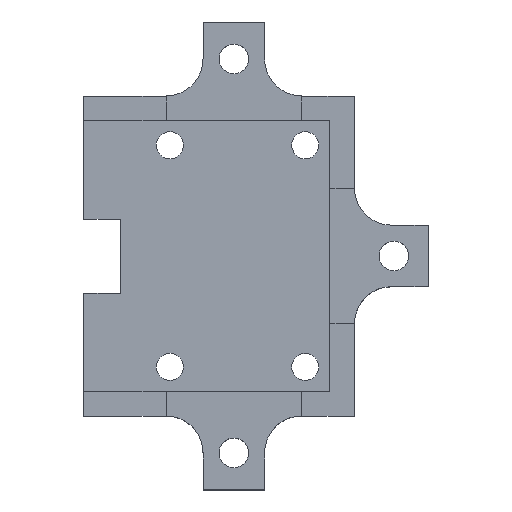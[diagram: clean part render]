
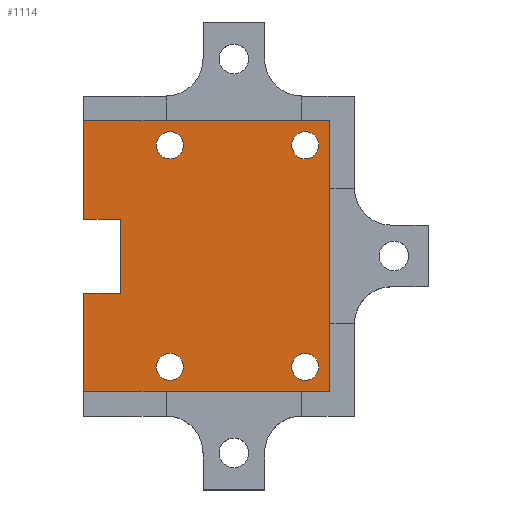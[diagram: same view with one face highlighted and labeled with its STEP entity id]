
A CAD part, top view. The second image highlights one B-rep face of the part: STEP entity #1114.
In plain terms, the highlighted planar face has unit normal (0, 0, 1).
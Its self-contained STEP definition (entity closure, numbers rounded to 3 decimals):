
#17 = CARTESIAN_POINT ( 'NONE',  ( 0., -16., 1.2 ) ) ;
#42 = EDGE_LOOP ( 'NONE', ( #1673, #1810 ) ) ;
#51 = CARTESIAN_POINT ( 'NONE',  ( 16.9, -4., 1.2 ) ) ;
#58 = CARTESIAN_POINT ( 'NONE',  ( 7., -22., 1.2 ) ) ;
#63 = CARTESIAN_POINT ( 'NONE',  ( 5.9, -22., 1.2 ) ) ;
#84 = FACE_BOUND ( 'NONE', #827, .T. ) ;
#94 = VERTEX_POINT ( 'NONE', #1890 ) ;
#143 = ORIENTED_EDGE ( 'NONE', *, *, #448, .T. ) ;
#151 = ORIENTED_EDGE ( 'NONE', *, *, #1862, .T. ) ;
#160 = ORIENTED_EDGE ( 'NONE', *, *, #1092, .F. ) ;
#165 = LINE ( 'NONE', #833, #1605 ) ;
#185 = LINE ( 'NONE', #848, #1573 ) ;
#196 = DIRECTION ( 'NONE',  ( 1., 0., 0. ) ) ;
#224 = DIRECTION ( 'NONE',  ( 1., 0., 0. ) ) ;
#249 = AXIS2_PLACEMENT_3D ( 'NONE', #1671, #333, #962 ) ;
#251 = CIRCLE ( 'NONE', #249, 1.1 ) ;
#279 = EDGE_CURVE ( 'NONE', #896, #447, #1381, .T. ) ;
#282 = VECTOR ( 'NONE', #1691, 1000. ) ;
#298 = CARTESIAN_POINT ( 'NONE',  ( 20., -24., 1.2 ) ) ;
#321 = AXIS2_PLACEMENT_3D ( 'NONE', #1926, #657, #1222 ) ;
#326 = CIRCLE ( 'NONE', #321, 1.1 ) ;
#332 = VERTEX_POINT ( 'NONE', #686 ) ;
#333 = DIRECTION ( 'NONE',  ( 0., 0., 1. ) ) ;
#344 = DIRECTION ( 'NONE',  ( 0., 0., 1. ) ) ;
#384 = VERTEX_POINT ( 'NONE', #1717 ) ;
#394 = CARTESIAN_POINT ( 'NONE',  ( -8., -2., 1.2 ) ) ;
#421 = DIRECTION ( 'NONE',  ( 1., 0., 0. ) ) ;
#425 = CARTESIAN_POINT ( 'NONE',  ( 18., -22., 1.2 ) ) ;
#431 = EDGE_CURVE ( 'NONE', #1879, #1913, #1557, .T. ) ;
#438 = DIRECTION ( 'NONE',  ( 0., 0., 1. ) ) ;
#443 = AXIS2_PLACEMENT_3D ( 'NONE', #425, #1026, #1598 ) ;
#447 = VERTEX_POINT ( 'NONE', #1299 ) ;
#448 = EDGE_CURVE ( 'NONE', #984, #447, #1869, .T. ) ;
#471 = DIRECTION ( 'NONE',  ( 1., 0., 0. ) ) ;
#491 = ORIENTED_EDGE ( 'NONE', *, *, #279, .F. ) ;
#501 = ORIENTED_EDGE ( 'NONE', *, *, #1340, .T. ) ;
#510 = ORIENTED_EDGE ( 'NONE', *, *, #1022, .F. ) ;
#525 = CARTESIAN_POINT ( 'NONE',  ( 0., -10., 1.2 ) ) ;
#545 = LINE ( 'NONE', #1116, #282 ) ;
#564 = VECTOR ( 'NONE', #471, 1000. ) ;
#576 = CARTESIAN_POINT ( 'NONE',  ( 7., -22., 1.2 ) ) ;
#596 = CARTESIAN_POINT ( 'NONE',  ( 3., 0., 1.2 ) ) ;
#605 = VECTOR ( 'NONE', #678, 1000. ) ;
#609 = FACE_OUTER_BOUND ( 'NONE', #871, .T. ) ;
#657 = DIRECTION ( 'NONE',  ( 0., 0., 1. ) ) ;
#676 = ORIENTED_EDGE ( 'NONE', *, *, #1786, .F. ) ;
#678 = DIRECTION ( 'NONE',  ( 1., 0., 0. ) ) ;
#686 = CARTESIAN_POINT ( 'NONE',  ( 20., -2., 1.2 ) ) ;
#712 = DIRECTION ( 'NONE',  ( 0., 0., 1. ) ) ;
#719 = EDGE_CURVE ( 'NONE', #936, #332, #185, .T. ) ;
#744 = FACE_BOUND ( 'NONE', #42, .T. ) ;
#750 = VECTOR ( 'NONE', #1161, 1000. ) ;
#761 = VERTEX_POINT ( 'NONE', #1278 ) ;
#788 = VERTEX_POINT ( 'NONE', #63 ) ;
#812 = AXIS2_PLACEMENT_3D ( 'NONE', #1012, #1585, #224 ) ;
#817 = ORIENTED_EDGE ( 'NONE', *, *, #1833, .F. ) ;
#827 = EDGE_LOOP ( 'NONE', ( #160, #1536 ) ) ;
#833 = CARTESIAN_POINT ( 'NONE',  ( 0., 0., 1.2 ) ) ;
#844 = CARTESIAN_POINT ( 'NONE',  ( 19.1, -4., 1.2 ) ) ;
#848 = CARTESIAN_POINT ( 'NONE',  ( 20., -2., 1.2 ) ) ;
#871 = EDGE_LOOP ( 'NONE', ( #151, #1374, #1233, #1802, #501, #946, #143, #491 ) ) ;
#896 = VERTEX_POINT ( 'NONE', #917 ) ;
#917 = CARTESIAN_POINT ( 'NONE',  ( 0., -16., 1.2 ) ) ;
#936 = VERTEX_POINT ( 'NONE', #298 ) ;
#946 = ORIENTED_EDGE ( 'NONE', *, *, #1527, .T. ) ;
#952 = CARTESIAN_POINT ( 'NONE',  ( 3., -10., 1.2 ) ) ;
#962 = DIRECTION ( 'NONE',  ( 1., 0., 0. ) ) ;
#972 = DIRECTION ( 'NONE',  ( 1., 0., 0. ) ) ;
#984 = VERTEX_POINT ( 'NONE', #952 ) ;
#990 = CARTESIAN_POINT ( 'NONE',  ( 18., -22., 1.2 ) ) ;
#1003 = DIRECTION ( 'NONE',  ( -1., 0., 0. ) ) ;
#1012 = CARTESIAN_POINT ( 'NONE',  ( 18., -4., 1.2 ) ) ;
#1022 = EDGE_CURVE ( 'NONE', #1913, #1879, #1469, .T. ) ;
#1026 = DIRECTION ( 'NONE',  ( 0., 0., 1. ) ) ;
#1034 = DIRECTION ( 'NONE',  ( 1., 0., 0. ) ) ;
#1083 = VERTEX_POINT ( 'NONE', #1742 ) ;
#1091 = EDGE_LOOP ( 'NONE', ( #676, #817 ) ) ;
#1092 = EDGE_CURVE ( 'NONE', #1640, #94, #1776, .T. ) ;
#1095 = ORIENTED_EDGE ( 'NONE', *, *, #431, .F. ) ;
#1114 = ADVANCED_FACE ( 'NONE', ( #84, #744, #1311, #1880, #609 ), #1172, .T. ) ;
#1116 = CARTESIAN_POINT ( 'NONE',  ( 0., 0., 1.2 ) ) ;
#1139 = DIRECTION ( 'NONE',  ( 0., 0., 1. ) ) ;
#1149 = VECTOR ( 'NONE', #1003, 1000. ) ;
#1159 = LINE ( 'NONE', #1738, #1450 ) ;
#1161 = DIRECTION ( 'NONE',  ( 0., -1., 0. ) ) ;
#1172 = PLANE ( 'NONE',  #1611 ) ;
#1190 = EDGE_CURVE ( 'NONE', #1655, #936, #1201, .T. ) ;
#1201 = LINE ( 'NONE', #1771, #564 ) ;
#1222 = DIRECTION ( 'NONE',  ( 1., 0., 0. ) ) ;
#1233 = ORIENTED_EDGE ( 'NONE', *, *, #719, .T. ) ;
#1271 = CIRCLE ( 'NONE', #1549, 1.1 ) ;
#1278 = CARTESIAN_POINT ( 'NONE',  ( 8.1, -4., 1.2 ) ) ;
#1282 = DIRECTION ( 'NONE',  ( 1., 0., 0. ) ) ;
#1299 = CARTESIAN_POINT ( 'NONE',  ( 3., -16., 1.2 ) ) ;
#1303 = CARTESIAN_POINT ( 'NONE',  ( 16.9, -22., 1.2 ) ) ;
#1311 = FACE_BOUND ( 'NONE', #1091, .T. ) ;
#1340 = EDGE_CURVE ( 'NONE', #1083, #1827, #165, .T. ) ;
#1365 = CIRCLE ( 'NONE', #1367, 1.1 ) ;
#1367 = AXIS2_PLACEMENT_3D ( 'NONE', #58, #712, #1282 ) ;
#1374 = ORIENTED_EDGE ( 'NONE', *, *, #1190, .T. ) ;
#1381 = LINE ( 'NONE', #17, #605 ) ;
#1394 = DIRECTION ( 'NONE',  ( 0., -1., 0. ) ) ;
#1408 = DIRECTION ( 'NONE',  ( 0., 1., 0. ) ) ;
#1410 = EDGE_LOOP ( 'NONE', ( #510, #1095 ) ) ;
#1446 = AXIS2_PLACEMENT_3D ( 'NONE', #1684, #344, #972 ) ;
#1450 = VECTOR ( 'NONE', #421, 1000. ) ;
#1459 = EDGE_CURVE ( 'NONE', #1501, #788, #1365, .T. ) ;
#1464 = EDGE_CURVE ( 'NONE', #332, #1083, #1715, .T. ) ;
#1469 = CIRCLE ( 'NONE', #1446, 1.1 ) ;
#1483 = AXIS2_PLACEMENT_3D ( 'NONE', #990, #1563, #196 ) ;
#1501 = VERTEX_POINT ( 'NONE', #1583 ) ;
#1515 = CIRCLE ( 'NONE', #1483, 1.1 ) ;
#1527 = EDGE_CURVE ( 'NONE', #1827, #984, #1159, .T. ) ;
#1536 = ORIENTED_EDGE ( 'NONE', *, *, #1539, .F. ) ;
#1539 = EDGE_CURVE ( 'NONE', #94, #1640, #1515, .T. ) ;
#1549 = AXIS2_PLACEMENT_3D ( 'NONE', #576, #1139, #1712 ) ;
#1557 = CIRCLE ( 'NONE', #812, 1.1 ) ;
#1562 = EDGE_CURVE ( 'NONE', #788, #1501, #1271, .T. ) ;
#1563 = DIRECTION ( 'NONE',  ( 0., 0., 1. ) ) ;
#1573 = VECTOR ( 'NONE', #1408, 1000. ) ;
#1583 = CARTESIAN_POINT ( 'NONE',  ( 8.1, -22., 1.2 ) ) ;
#1585 = DIRECTION ( 'NONE',  ( 0., 0., 1. ) ) ;
#1598 = DIRECTION ( 'NONE',  ( 1., 0., 0. ) ) ;
#1605 = VECTOR ( 'NONE', #1394, 1000. ) ;
#1611 = AXIS2_PLACEMENT_3D ( 'NONE', #1750, #438, #1034 ) ;
#1640 = VERTEX_POINT ( 'NONE', #1303 ) ;
#1655 = VERTEX_POINT ( 'NONE', #1743 ) ;
#1671 = CARTESIAN_POINT ( 'NONE',  ( 7., -4., 1.2 ) ) ;
#1673 = ORIENTED_EDGE ( 'NONE', *, *, #1562, .F. ) ;
#1684 = CARTESIAN_POINT ( 'NONE',  ( 18., -4., 1.2 ) ) ;
#1691 = DIRECTION ( 'NONE',  ( 0., -1., 0. ) ) ;
#1712 = DIRECTION ( 'NONE',  ( 1., 0., 0. ) ) ;
#1715 = LINE ( 'NONE', #394, #1149 ) ;
#1717 = CARTESIAN_POINT ( 'NONE',  ( 5.9, -4., 1.2 ) ) ;
#1738 = CARTESIAN_POINT ( 'NONE',  ( 0., -10., 1.2 ) ) ;
#1742 = CARTESIAN_POINT ( 'NONE',  ( 0., -2., 1.2 ) ) ;
#1743 = CARTESIAN_POINT ( 'NONE',  ( 0., -24., 1.2 ) ) ;
#1750 = CARTESIAN_POINT ( 'NONE',  ( 0., 0., 1.2 ) ) ;
#1771 = CARTESIAN_POINT ( 'NONE',  ( -8., -24., 1.2 ) ) ;
#1776 = CIRCLE ( 'NONE', #443, 1.1 ) ;
#1786 = EDGE_CURVE ( 'NONE', #384, #761, #326, .T. ) ;
#1802 = ORIENTED_EDGE ( 'NONE', *, *, #1464, .T. ) ;
#1810 = ORIENTED_EDGE ( 'NONE', *, *, #1459, .F. ) ;
#1827 = VERTEX_POINT ( 'NONE', #525 ) ;
#1833 = EDGE_CURVE ( 'NONE', #761, #384, #251, .T. ) ;
#1862 = EDGE_CURVE ( 'NONE', #896, #1655, #545, .T. ) ;
#1869 = LINE ( 'NONE', #596, #750 ) ;
#1879 = VERTEX_POINT ( 'NONE', #844 ) ;
#1880 = FACE_BOUND ( 'NONE', #1410, .T. ) ;
#1890 = CARTESIAN_POINT ( 'NONE',  ( 19.1, -22., 1.2 ) ) ;
#1913 = VERTEX_POINT ( 'NONE', #51 ) ;
#1926 = CARTESIAN_POINT ( 'NONE',  ( 7., -4., 1.2 ) ) ;
